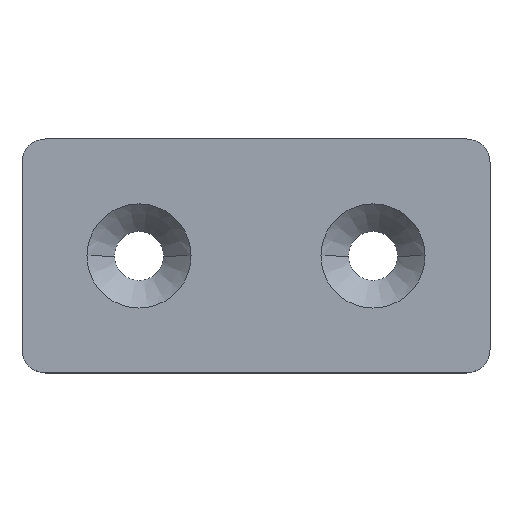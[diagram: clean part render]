
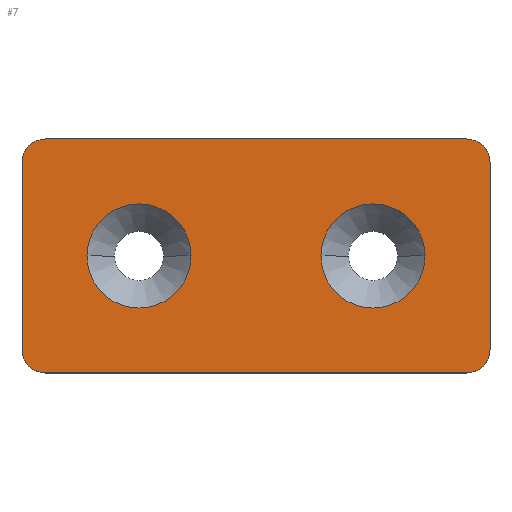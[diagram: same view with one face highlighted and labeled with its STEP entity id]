
A CAD part, top view. The second image highlights one B-rep face of the part: STEP entity #7.
In plain terms, the highlighted planar face has unit normal (0, 0, 1).
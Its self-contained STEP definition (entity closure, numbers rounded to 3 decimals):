
#4 = VERTEX_POINT ( 'NONE', #465 ) ;
#7 = ADVANCED_FACE ( 'NONE', ( #489, #528, #536 ), #462, .F. ) ;
#9 = VERTEX_POINT ( 'NONE', #447 ) ;
#10 = DIRECTION ( 'NONE',  ( 1., 0., 0. ) ) ;
#12 = DIRECTION ( 'NONE',  ( 1., 0., 0. ) ) ;
#13 = ORIENTED_EDGE ( 'NONE', *, *, #472, .T. ) ;
#15 = DIRECTION ( 'NONE',  ( 0., 0., 1. ) ) ;
#17 = CARTESIAN_POINT ( 'NONE',  ( 20., 0., 5. ) ) ;
#21 = ORIENTED_EDGE ( 'NONE', *, *, #479, .F. ) ;
#23 = VERTEX_POINT ( 'NONE', #437 ) ;
#24 = DIRECTION ( 'NONE',  ( 0., 0., 1. ) ) ;
#26 = CARTESIAN_POINT ( 'NONE',  ( 20., 0., 5. ) ) ;
#32 = EDGE_LOOP ( 'NONE', ( #529, #77 ) ) ;
#34 = EDGE_LOOP ( 'NONE', ( #21, #109 ) ) ;
#35 = EDGE_LOOP ( 'NONE', ( #138, #582, #55, #99, #102, #13, #54, #69 ) ) ;
#43 = VERTEX_POINT ( 'NONE', #457 ) ;
#54 = ORIENTED_EDGE ( 'NONE', *, *, #585, .F. ) ;
#55 = ORIENTED_EDGE ( 'NONE', *, *, #483, .F. ) ;
#63 = DIRECTION ( 'NONE',  ( -1., 0., 0. ) ) ;
#69 = ORIENTED_EDGE ( 'NONE', *, *, #482, .T. ) ;
#72 = VERTEX_POINT ( 'NONE', #421 ) ;
#74 = DIRECTION ( 'NONE',  ( 0., 0., -1. ) ) ;
#75 = CARTESIAN_POINT ( 'NONE',  ( -36., 16., 5. ) ) ;
#77 = ORIENTED_EDGE ( 'NONE', *, *, #473, .F. ) ;
#81 = VERTEX_POINT ( 'NONE', #435 ) ;
#82 = VERTEX_POINT ( 'NONE', #371 ) ;
#88 = DIRECTION ( 'NONE',  ( 1., 0., 0. ) ) ;
#91 = DIRECTION ( 'NONE',  ( 0., 0., 1. ) ) ;
#92 = CARTESIAN_POINT ( 'NONE',  ( -20., 0., 5. ) ) ;
#99 = ORIENTED_EDGE ( 'NONE', *, *, #474, .T. ) ;
#102 = ORIENTED_EDGE ( 'NONE', *, *, #544, .F. ) ;
#109 = ORIENTED_EDGE ( 'NONE', *, *, #535, .F. ) ;
#123 = DIRECTION ( 'NONE',  ( 0., -1., 0. ) ) ;
#129 = VERTEX_POINT ( 'NONE', #383 ) ;
#138 = ORIENTED_EDGE ( 'NONE', *, *, #481, .F. ) ;
#151 = CARTESIAN_POINT ( 'NONE',  ( -40., 20., 5. ) ) ;
#173 = CIRCLE ( 'NONE', #586, 8.9 ) ;
#174 = DIRECTION ( 'NONE',  ( -1., 0., 0. ) ) ;
#175 = VECTOR ( 'NONE', #123, 1000. ) ;
#176 = LINE ( 'NONE', #151, #180 ) ;
#179 = DIRECTION ( 'NONE',  ( 0., 0., -1. ) ) ;
#180 = VECTOR ( 'NONE', #222, 1000. ) ;
#182 = CARTESIAN_POINT ( 'NONE',  ( 36., 16., 5. ) ) ;
#185 = CIRCLE ( 'NONE', #512, 8.9 ) ;
#186 = LINE ( 'NONE', #206, #190 ) ;
#187 = CIRCLE ( 'NONE', #583, 4. ) ;
#189 = CIRCLE ( 'NONE', #564, 4. ) ;
#190 = VECTOR ( 'NONE', #214, 1000. ) ;
#199 = DIRECTION ( 'NONE',  ( -1., 0., 0. ) ) ;
#202 = DIRECTION ( 'NONE',  ( 0., 0., -1. ) ) ;
#203 = CARTESIAN_POINT ( 'NONE',  ( 36., -16., 5. ) ) ;
#206 = CARTESIAN_POINT ( 'NONE',  ( -40., -20., 5. ) ) ;
#209 = DIRECTION ( 'NONE',  ( 1., 0., 0. ) ) ;
#211 = DIRECTION ( 'NONE',  ( 0., 0., 1. ) ) ;
#212 = CARTESIAN_POINT ( 'NONE',  ( -20., 0., 5. ) ) ;
#214 = DIRECTION ( 'NONE',  ( 1., 0., 0. ) ) ;
#222 = DIRECTION ( 'NONE',  ( -1., 0., 0. ) ) ;
#225 = DIRECTION ( 'NONE',  ( 0., 1., 0. ) ) ;
#226 = CARTESIAN_POINT ( 'NONE',  ( 40., -20., 5. ) ) ;
#227 = VECTOR ( 'NONE', #225, 1000. ) ;
#228 = CARTESIAN_POINT ( 'NONE',  ( -40., -20., 5. ) ) ;
#257 = CARTESIAN_POINT ( 'NONE',  ( -40., 16., 5. ) ) ;
#275 = VERTEX_POINT ( 'NONE', #343 ) ;
#300 = CARTESIAN_POINT ( 'NONE',  ( -11.1, 0., 5. ) ) ;
#307 = CIRCLE ( 'NONE', #518, 8.9 ) ;
#314 = CIRCLE ( 'NONE', #517, 4. ) ;
#320 = CARTESIAN_POINT ( 'NONE',  ( -40., -16., 5. ) ) ;
#324 = CIRCLE ( 'NONE', #504, 8.9 ) ;
#329 = CIRCLE ( 'NONE', #511, 4. ) ;
#334 = VERTEX_POINT ( 'NONE', #320 ) ;
#343 = CARTESIAN_POINT ( 'NONE',  ( -36., 20., 5. ) ) ;
#344 = VERTEX_POINT ( 'NONE', #300 ) ;
#371 = CARTESIAN_POINT ( 'NONE',  ( 40., -16., 5. ) ) ;
#382 = DIRECTION ( 'NONE',  ( -1., 0., 0. ) ) ;
#383 = CARTESIAN_POINT ( 'NONE',  ( 36., -20., 5. ) ) ;
#398 = LINE ( 'NONE', #226, #227 ) ;
#421 = CARTESIAN_POINT ( 'NONE',  ( 11.1, 0., 5. ) ) ;
#435 = CARTESIAN_POINT ( 'NONE',  ( 36., 20., 5. ) ) ;
#437 = CARTESIAN_POINT ( 'NONE',  ( -36., -20., 5. ) ) ;
#441 = DIRECTION ( 'NONE',  ( -1., 0., 0. ) ) ;
#442 = DIRECTION ( 'NONE',  ( 0., 0., -1. ) ) ;
#447 = CARTESIAN_POINT ( 'NONE',  ( -28.9, 0., 5. ) ) ;
#449 = CARTESIAN_POINT ( 'NONE',  ( -40., 20., 5. ) ) ;
#451 = DIRECTION ( 'NONE',  ( 0., 0., -1. ) ) ;
#452 = CARTESIAN_POINT ( 'NONE',  ( -36., -16., 5. ) ) ;
#457 = CARTESIAN_POINT ( 'NONE',  ( 28.9, 0., 5. ) ) ;
#462 = PLANE ( 'NONE',  #565 ) ;
#464 = VERTEX_POINT ( 'NONE', #257 ) ;
#465 = CARTESIAN_POINT ( 'NONE',  ( 40., 16., 5. ) ) ;
#469 = EDGE_CURVE ( 'NONE', #82, #4, #398, .T. ) ;
#472 = EDGE_CURVE ( 'NONE', #464, #334, #503, .T. ) ;
#473 = EDGE_CURVE ( 'NONE', #72, #43, #173, .T. ) ;
#474 = EDGE_CURVE ( 'NONE', #81, #275, #176, .T. ) ;
#479 = EDGE_CURVE ( 'NONE', #344, #9, #185, .T. ) ;
#481 = EDGE_CURVE ( 'NONE', #82, #129, #187, .T. ) ;
#482 = EDGE_CURVE ( 'NONE', #23, #129, #186, .T. ) ;
#483 = EDGE_CURVE ( 'NONE', #81, #4, #189, .T. ) ;
#489 = FACE_OUTER_BOUND ( 'NONE', #35, .T. ) ;
#503 = LINE ( 'NONE', #228, #175 ) ;
#504 = AXIS2_PLACEMENT_3D ( 'NONE', #17, #15, #10 ) ;
#511 = AXIS2_PLACEMENT_3D ( 'NONE', #452, #451, #382 ) ;
#512 = AXIS2_PLACEMENT_3D ( 'NONE', #212, #211, #209 ) ;
#517 = AXIS2_PLACEMENT_3D ( 'NONE', #75, #74, #63 ) ;
#518 = AXIS2_PLACEMENT_3D ( 'NONE', #92, #91, #88 ) ;
#528 = FACE_BOUND ( 'NONE', #34, .T. ) ;
#529 = ORIENTED_EDGE ( 'NONE', *, *, #551, .F. ) ;
#535 = EDGE_CURVE ( 'NONE', #9, #344, #307, .T. ) ;
#536 = FACE_BOUND ( 'NONE', #32, .T. ) ;
#544 = EDGE_CURVE ( 'NONE', #464, #275, #314, .T. ) ;
#551 = EDGE_CURVE ( 'NONE', #43, #72, #324, .T. ) ;
#564 = AXIS2_PLACEMENT_3D ( 'NONE', #182, #179, #174 ) ;
#565 = AXIS2_PLACEMENT_3D ( 'NONE', #449, #442, #441 ) ;
#582 = ORIENTED_EDGE ( 'NONE', *, *, #469, .T. ) ;
#583 = AXIS2_PLACEMENT_3D ( 'NONE', #203, #202, #199 ) ;
#585 = EDGE_CURVE ( 'NONE', #23, #334, #329, .T. ) ;
#586 = AXIS2_PLACEMENT_3D ( 'NONE', #26, #24, #12 ) ;
